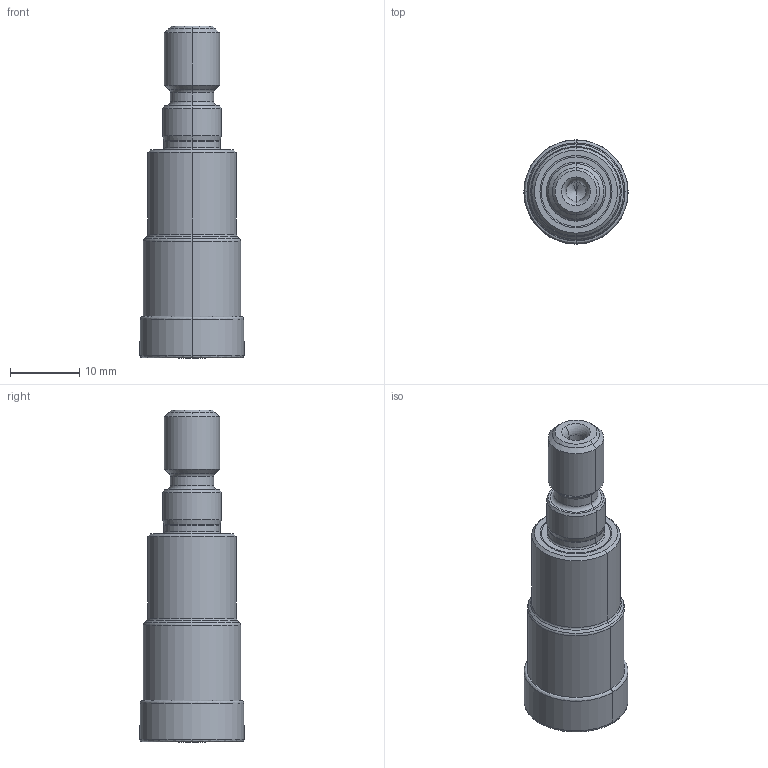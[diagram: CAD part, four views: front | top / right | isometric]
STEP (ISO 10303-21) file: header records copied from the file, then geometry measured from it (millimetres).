
FILE_DESCRIPTION((''),'2;1');
FILE_NAME('15C1D015030X5R01','2015-11-07T',('vitt'),(''),'PRO/ENGINEER BY PARAMETRIC TECHNOLOGY CORPORATION, 2011490','PRO/ENGINEER BY PARAMETRIC TECHNOLOGY CORPORATION, 2011490','');
FILE_SCHEMA(('AUTOMOTIVE_DESIGN { 1 2 10303 214 0 1 1 1 }'));
Length unit declared in the file: millimetre
Products named in the file (3): NOCUT; CUT; 15C1D015030X5R01
Assembly tree (2 placements, depth 2):
  15C1D015030X5R01
    NOCUT
    CUT
Bounding box: 15 x 15 x 47.8 mm (x, y, z)
Volume: 5917.2 mm3; surface area: 3021.1 mm2
Topology: 2 solids, 3 shells, 69 faces, 148 edges, 91 vertices
Faces by surface type: cylinder 18, cone 16, revolution 16, torus 14, plane 5
Entity records: 3512 total; most frequent: CARTESIAN_POINT 1312, DIRECTION 374, ORIENTED_EDGE 276, AXIS2_PLACEMENT_3D 160, PRESENTATION_STYLE_ASSIGNMENT 154, STYLED_ITEM 154, CURVE_STYLE 151, EDGE_CURVE 142
